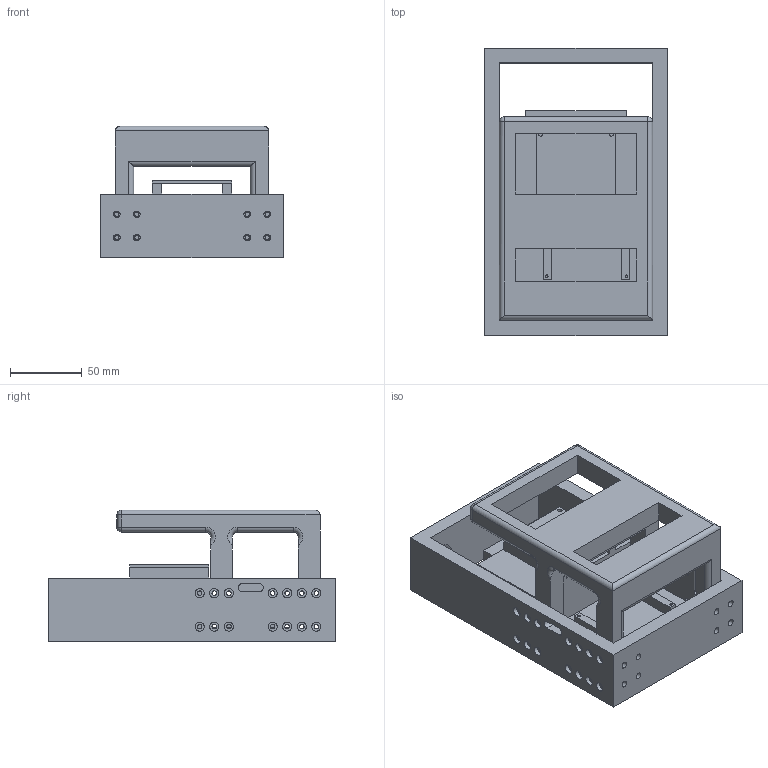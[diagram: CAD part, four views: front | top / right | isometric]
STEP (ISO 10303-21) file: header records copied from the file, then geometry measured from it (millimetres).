
FILE_DESCRIPTION(/* description */ ('STEP AP242','CAx-IF Rec.Pracs.---Representation and Presentation of Product Manufacturing Information (PMI)---4.0---2014-10-13','CAx-IF Rec.Pracs.---3D Tessellated Geometry---0.4---2014-09-14','2;1'),/* implementation_level */ '2;1');
FILE_NAME(/* name */ '684a3f9229aa8c2a9c16c32d',/* time_stamp */ '2025-06-12T02:46:42Z',/* author */ (''),/* organization */ (''),/* preprocessor_version */ 'ST-DEVELOPER v20',/* originating_system */ 'ONSHAPE BY PTC INC, 1.199',/* authorisation */ ' ');
FILE_SCHEMA (('AP242_MANAGED_MODEL_BASED_3D_ENGINEERING_MIM_LF { 1 0 10303 442 1 1 4 }'));
Length unit declared in the file: metre
Products named in the file (5): Electronics Holder; Frame; Part 2; Part 4; Guard 2.0
Bounding box: 127 x 200 x 91.74 mm (x, y, z)
Volume: 797173.4 mm3; surface area: 194293 mm2
Topology: 5 solids, 5 shells, 296 faces, 681 edges, 437 vertices
Faces by surface type: plane 141, cylinder 140, sphere 8, torus 7
Full cylindrical faces by diameter (mm): 1.9 x4, 3 x20, 3.2 x40, 4.572 x8, 6.35 x29
Entity records: 8043 total; most frequent: DIRECTION 1403, CARTESIAN_POINT 1378, ORIENTED_EDGE 1098, AXIS2_PLACEMENT_3D 570, EDGE_CURVE 549, EDGE_LOOP 548, FACE_BOUND 548, VERTEX_POINT 415
